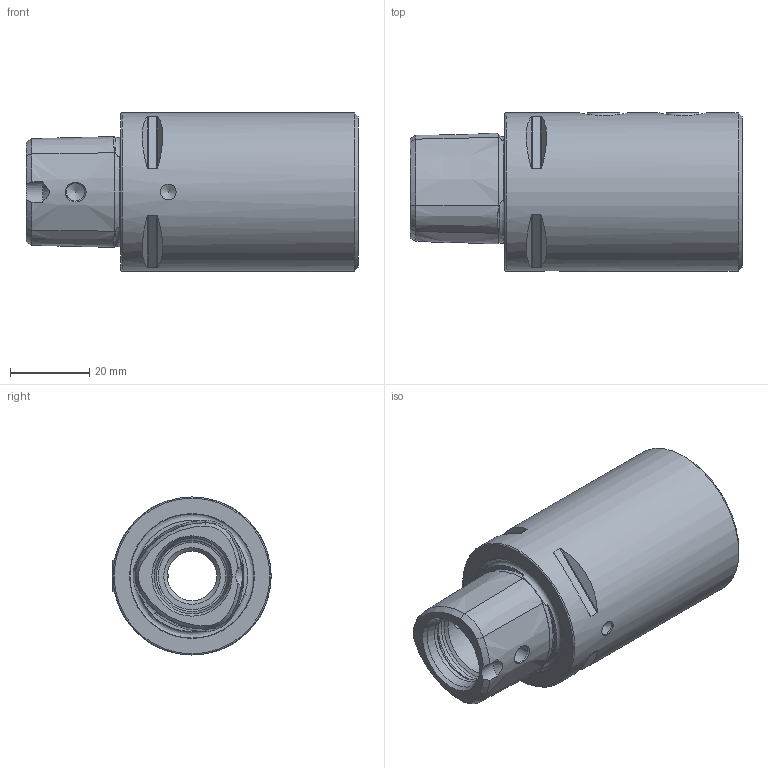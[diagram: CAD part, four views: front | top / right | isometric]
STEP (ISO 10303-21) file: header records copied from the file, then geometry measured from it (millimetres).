
FILE_DESCRIPTION (( 'STEP AP214' ), '1' );
FILE_NAME ('PS4.K20.K01.060.STEP', '2020-11-20T14:52:05', ( '' ), ( '' ), 'SwSTEP 2.0', 'SolidWorks 2017', '' );
FILE_SCHEMA (( 'AUTOMOTIVE_DESIGN' ));
Length unit declared in the file: millimetre
Products named in the file (4): PS4-K20.K01.060_A; K20-ER1.010.012_PreviewCfg; K20-ER2.010.014_PreviewCfg; PS4.K20.K01.060
Assembly tree (3 placements, depth 2):
  PS4.K20.K01.060
    PS4-K20.K01.060_A
    K20-ER1.010.012_PreviewCfg
    K20-ER2.010.014_PreviewCfg
Bounding box: 84 x 40 x 40 mm (x, y, z)
Volume: 65899.2 mm3; surface area: 18225.8 mm2
Topology: 3 solids, 3 shells, 141 faces, 334 edges, 204 vertices
Faces by surface type: plane 48, cone 48, cylinder 25, torus 20
Full cylindrical faces by diameter (mm): 4 x1, 4.6 x2, 5 x2, 9 x2, 10 x2, 12.5 x1, 18 x2, 20 x2, 20.6 x1, 40 x1
Entity records: 4837 total; most frequent: CARTESIAN_POINT 1759, DIRECTION 592, ORIENTED_EDGE 544, EDGE_CURVE 272, AXIS2_PLACEMENT_3D 257, EDGE_LOOP 200, VERTEX_POINT 188, FACE_OUTER_BOUND 165
